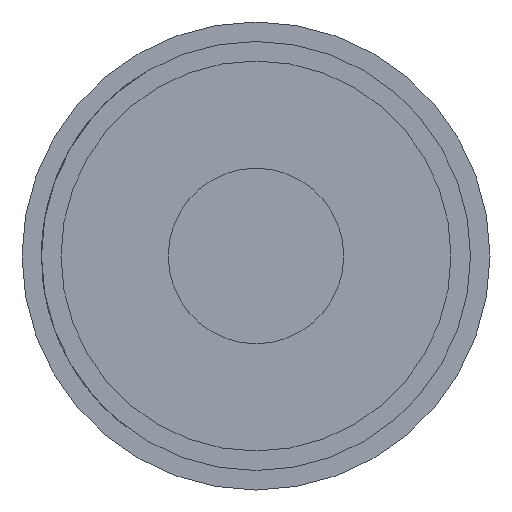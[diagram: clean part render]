
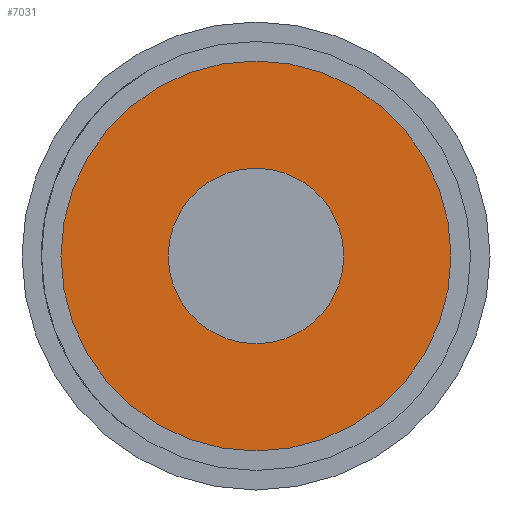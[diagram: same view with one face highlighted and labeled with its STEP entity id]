
A CAD part, left-side view. The second image highlights one B-rep face of the part: STEP entity #7031.
In plain terms, the highlighted planar face has unit normal (-1, 0, 0).
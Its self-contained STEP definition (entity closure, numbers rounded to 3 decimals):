
#242 = DIRECTION ( 'NONE',  ( 1., 0., 0. ) ) ;
#811 = DIRECTION ( 'NONE',  ( 0., 0., -1. ) ) ;
#871 = AXIS2_PLACEMENT_3D ( 'NONE', #1919, #3834, #4359 ) ;
#1072 = ORIENTED_EDGE ( 'NONE', *, *, #3780, .T. ) ;
#1235 = DIRECTION ( 'NONE',  ( -1., 0., 0. ) ) ;
#1392 = FACE_OUTER_BOUND ( 'NONE', #2830, .T. ) ;
#1524 = CIRCLE ( 'NONE', #7868, 10. ) ;
#1678 = EDGE_CURVE ( 'NONE', #7246, #5519, #1524, .T. ) ;
#1919 = CARTESIAN_POINT ( 'NONE',  ( 0., 0., 0. ) ) ;
#1928 = AXIS2_PLACEMENT_3D ( 'NONE', #2473, #1235, #3693 ) ;
#2019 = VERTEX_POINT ( 'NONE', #5158 ) ;
#2049 = CARTESIAN_POINT ( 'NONE',  ( 0., 0., 0. ) ) ;
#2473 = CARTESIAN_POINT ( 'NONE',  ( 0., 0., 0. ) ) ;
#2653 = CARTESIAN_POINT ( 'NONE',  ( 0., 0., 4.5 ) ) ;
#2754 = ORIENTED_EDGE ( 'NONE', *, *, #1678, .T. ) ;
#2830 = EDGE_LOOP ( 'NONE', ( #6048, #2754 ) ) ;
#2831 = AXIS2_PLACEMENT_3D ( 'NONE', #3468, #242, #5786 ) ;
#3037 = VERTEX_POINT ( 'NONE', #2653 ) ;
#3468 = CARTESIAN_POINT ( 'NONE',  ( 0., 0., 0. ) ) ;
#3548 = DIRECTION ( 'NONE',  ( -1., 0., 0. ) ) ;
#3621 = ORIENTED_EDGE ( 'NONE', *, *, #5119, .T. ) ;
#3624 = EDGE_CURVE ( 'NONE', #5519, #7246, #5425, .T. ) ;
#3670 = CARTESIAN_POINT ( 'NONE',  ( 0., 0., 0. ) ) ;
#3693 = DIRECTION ( 'NONE',  ( 0., 0., 1. ) ) ;
#3780 = EDGE_CURVE ( 'NONE', #3037, #2019, #5942, .T. ) ;
#3834 = DIRECTION ( 'NONE',  ( 1., 0., 0. ) ) ;
#3890 = PLANE ( 'NONE',  #4534 ) ;
#3952 = CARTESIAN_POINT ( 'NONE',  ( 0., 0., -10. ) ) ;
#4359 = DIRECTION ( 'NONE',  ( 0., 0., -1. ) ) ;
#4534 = AXIS2_PLACEMENT_3D ( 'NONE', #2049, #6403, #811 ) ;
#4852 = CARTESIAN_POINT ( 'NONE',  ( 0., 0., 10. ) ) ;
#5119 = EDGE_CURVE ( 'NONE', #2019, #3037, #6866, .T. ) ;
#5158 = CARTESIAN_POINT ( 'NONE',  ( 0., 0., -4.5 ) ) ;
#5183 = FACE_BOUND ( 'NONE', #7337, .T. ) ;
#5425 = CIRCLE ( 'NONE', #1928, 10. ) ;
#5519 = VERTEX_POINT ( 'NONE', #4852 ) ;
#5786 = DIRECTION ( 'NONE',  ( 0., 0., -1. ) ) ;
#5942 = CIRCLE ( 'NONE', #2831, 4.5 ) ;
#6048 = ORIENTED_EDGE ( 'NONE', *, *, #3624, .T. ) ;
#6403 = DIRECTION ( 'NONE',  ( 1., 0., 0. ) ) ;
#6667 = DIRECTION ( 'NONE',  ( 0., 0., 1. ) ) ;
#6866 = CIRCLE ( 'NONE', #871, 4.5 ) ;
#7031 = ADVANCED_FACE ( 'NONE', ( #5183, #1392 ), #3890, .F. ) ;
#7246 = VERTEX_POINT ( 'NONE', #3952 ) ;
#7337 = EDGE_LOOP ( 'NONE', ( #1072, #3621 ) ) ;
#7868 = AXIS2_PLACEMENT_3D ( 'NONE', #3670, #3548, #6667 ) ;
